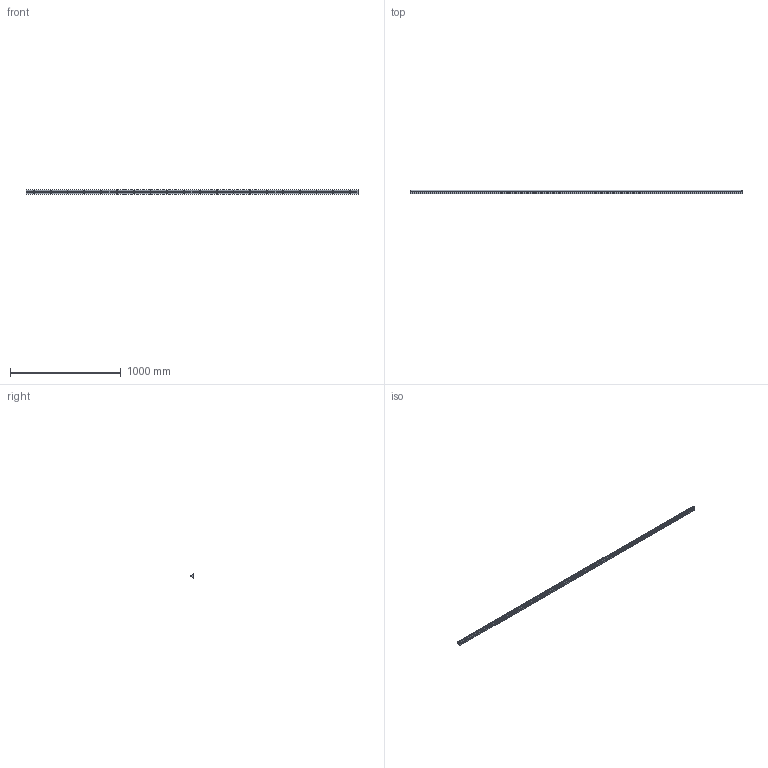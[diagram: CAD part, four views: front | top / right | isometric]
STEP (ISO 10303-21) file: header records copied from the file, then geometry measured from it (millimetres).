
FILE_DESCRIPTION (( 'STEP AP214' ), '1' );
FILE_NAME ('SBR16 3000L N=75.STEP', '2018-01-02T14:46:26', ( '砐錪賧瘔蠈錪 Windows' ), ( '' ), 'SwSTEP 2.0', 'SolidWorks 2016', '' );
FILE_SCHEMA (( 'AUTOMOTIVE_DESIGN' ));
Length unit declared in the file: millimetre
Products named in the file (1): SBR16 3000L N=75
Bounding box: 3000 x 33 x 40 mm (x, y, z)
Volume: 1774877.3 mm3; surface area: 500789.4 mm2
Topology: 22 solids, 22 shells, 1074 faces, 2786 edges, 1716 vertices
Faces by surface type: cylinder 525, plane 385, cone 84, torus 80
Entity records: 40125 total; most frequent: CARTESIAN_POINT 8697, ORIENTED_EDGE 5492, DIRECTION 5190, EDGE_CURVE 2746, AXIS2_PLACEMENT_3D 1969, VERTEX_POINT 1716, VECTOR 1252, LINE 1252
